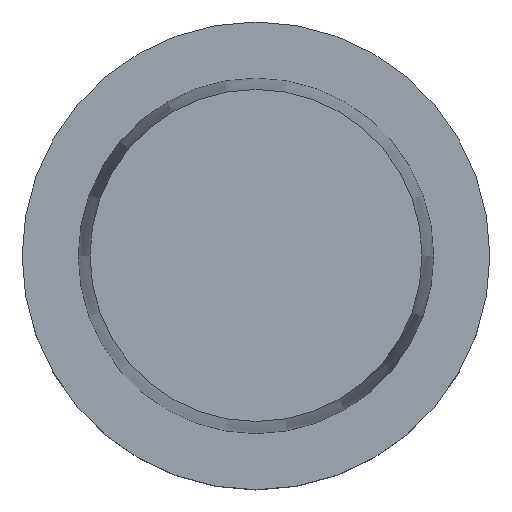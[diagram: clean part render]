
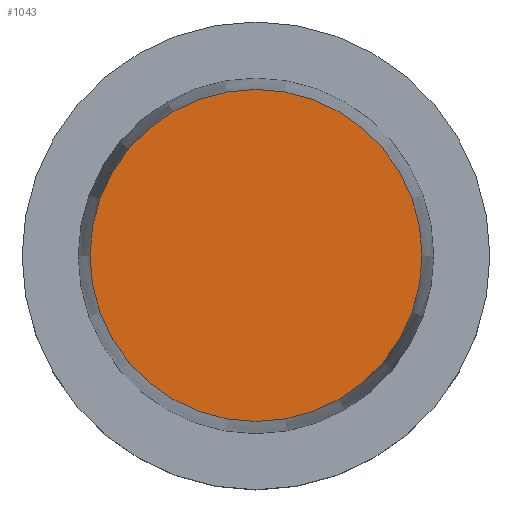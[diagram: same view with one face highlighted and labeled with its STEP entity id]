
A CAD part, top view. The second image highlights one B-rep face of the part: STEP entity #1043.
In plain terms, the highlighted planar face has unit normal (0, 0, 1).
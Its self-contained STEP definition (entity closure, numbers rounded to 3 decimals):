
#710=FACE_OUTER_BOUND('',#1587,.T.);
#850=PLANE('',#3699);
#1043=ADVANCED_FACE('CU_CO_N1_SU_3',(#710),#850,.F.);
#1587=EDGE_LOOP('',(#2179));
#2179=ORIENTED_EDGE('',*,*,#3102,.F.);
#2745=VERTEX_POINT('',#5477);
#3102=EDGE_CURVE('',#2745,#2745,#3384,.T.);
#3384=CIRCLE('',#3698,35.496);
#3698=AXIS2_PLACEMENT_3D('',#5476,#4406,#4407);
#3699=AXIS2_PLACEMENT_3D('',#5478,#4408,#4409);
#4406=DIRECTION('',(0.,0.,-1.));
#4407=DIRECTION('',(-1.,0.,0.));
#4408=DIRECTION('',(0.,0.,-1.));
#4409=DIRECTION('',(-1.,0.,0.));
#5476=CARTESIAN_POINT('',(0.,0.,50.));
#5477=CARTESIAN_POINT('',(-35.496,0.,50.));
#5478=CARTESIAN_POINT('',(0.,0.,50.));
